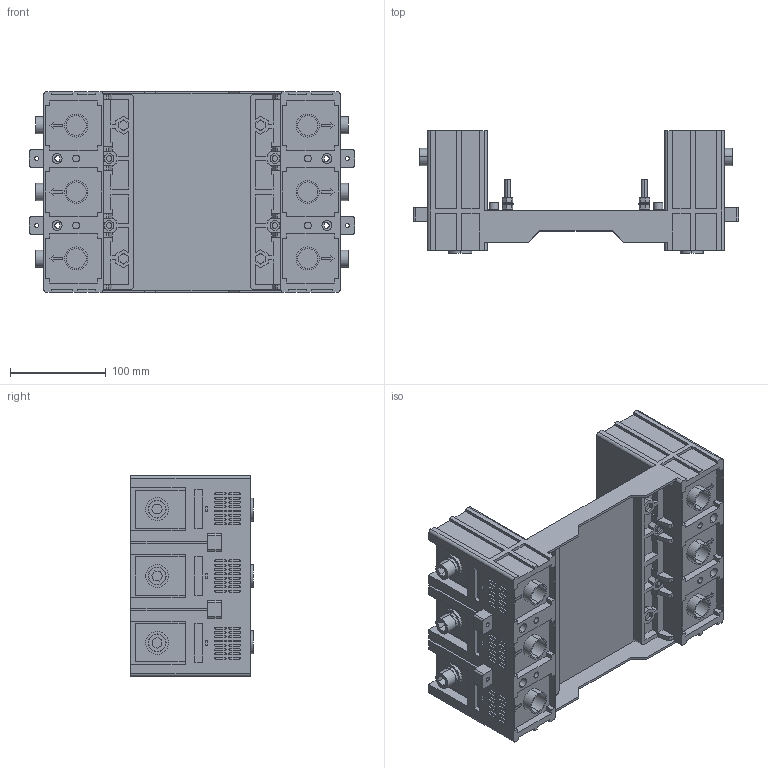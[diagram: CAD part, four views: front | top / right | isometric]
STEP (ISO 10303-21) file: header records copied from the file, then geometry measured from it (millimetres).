
FILE_DESCRIPTION (( 'STEP AP203' ), '1' );
FILE_NAME ('mccb-4-pin43R-700A.ÃÌ Ïàíåëü âòû÷íàÿ AV POWER-4-3 çàäíåãî ïðèñîåä. PID-4-3R 700À EKF.STEP', '2025-01-10T11:22:54', ( '' ), ( '' ), 'SwSTEP 2.0', 'SolidWorks 2021', '' );
FILE_SCHEMA (( 'CONFIG_CONTROL_DESIGN' ));
Length unit declared in the file: millimetre
Products named in the file (1): mccb-4-pin43R-700A.ÃÌ Ïàíåëü âòû÷íàÿ AV POWER-4-3 çàäíåãî ïðèñîåä. PID-4-3R 700À EKF
Bounding box: 340 x 128 x 210 mm (x, y, z)
Volume: 2986254.8 mm3; surface area: 458835.5 mm2
Topology: 1 solids, 1 shells, 1636 faces, 4110 edges, 2736 vertices
Faces by surface type: plane 1204, cylinder 432
Entity records: 48843 total; most frequent: CARTESIAN_POINT 8483, DIRECTION 8260, ORIENTED_EDGE 8220, EDGE_CURVE 4110, VECTOR 3234, LINE 3234, VERTEX_POINT 2736, AXIS2_PLACEMENT_3D 2513
